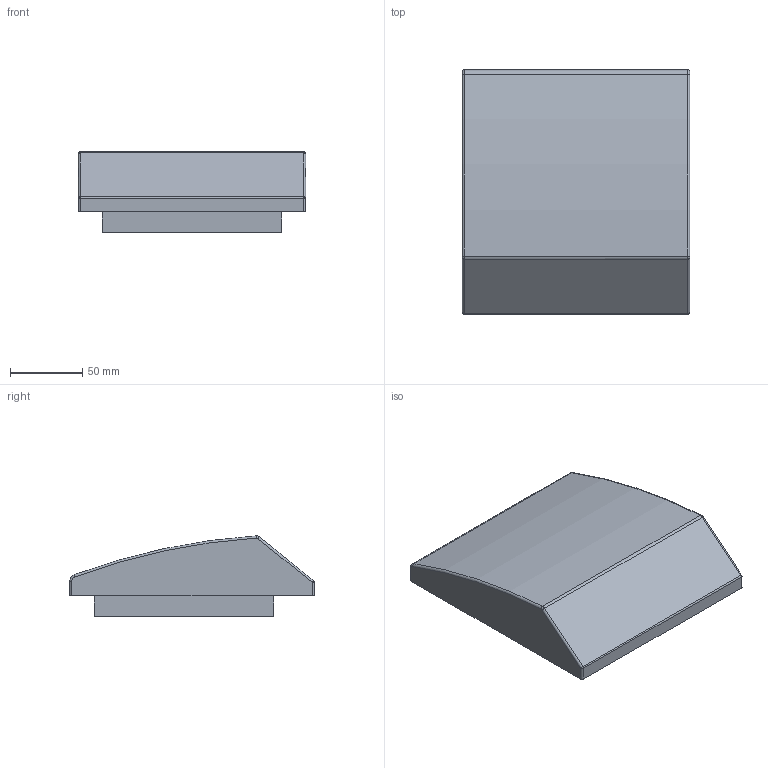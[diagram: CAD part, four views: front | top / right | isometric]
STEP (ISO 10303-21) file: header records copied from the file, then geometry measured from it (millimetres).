
FILE_DESCRIPTION (( 'STEP AP214' ), '1' );
FILE_NAME ('YCE-EF-055-55.STEP', '2024-06-11T10:48:21', ( '' ), ( '' ), 'SwSTEP 2.0', 'SolidWorks 2022', '' );
FILE_SCHEMA (( 'AUTOMOTIVE_DESIGN' ));
Length unit declared in the file: millimetre
Products named in the file (1): YCE-EF-055-55
Bounding box: 157 x 169 x 55.5 mm (x, y, z)
Volume: 876560.6 mm3; surface area: 84436.6 mm2
Topology: 1 solids, 1 shells, 88 faces, 189 edges, 120 vertices
Faces by surface type: cylinder 42, plane 37, torus 7, sphere 2
Entity records: 2430 total; most frequent: DIRECTION 462, CARTESIAN_POINT 396, ORIENTED_EDGE 374, EDGE_CURVE 187, AXIS2_PLACEMENT_3D 186, VERTEX_POINT 120, EDGE_LOOP 107, CIRCLE 97
